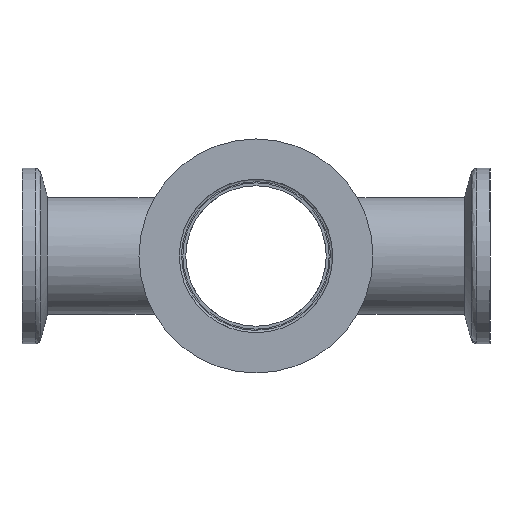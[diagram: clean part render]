
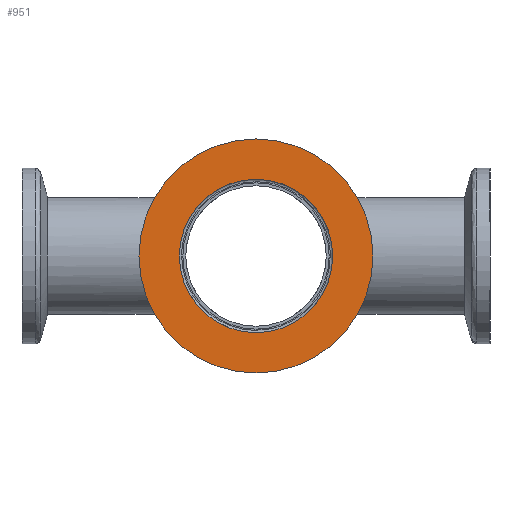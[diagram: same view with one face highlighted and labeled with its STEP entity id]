
A CAD part, left-side view. The second image highlights one B-rep face of the part: STEP entity #951.
In plain terms, the highlighted face is planar.
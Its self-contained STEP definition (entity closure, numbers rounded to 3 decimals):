
#263 = DIRECTION ( 'NONE',  ( 0., -1., 0. ) ) ;
#312 = FACE_BOUND ( 'NONE', #870, .T. ) ;
#419 = EDGE_LOOP ( 'NONE', ( #756 ) ) ;
#687 = DIRECTION ( 'NONE',  ( -1., 0., 0. ) ) ;
#697 = AXIS2_PLACEMENT_3D ( 'NONE', #1149, #3359, #2108 ) ;
#756 = ORIENTED_EDGE ( 'NONE', *, *, #2007, .T. ) ;
#870 = EDGE_LOOP ( 'NONE', ( #3984 ) ) ;
#940 = DIRECTION ( 'NONE',  ( 1., 0., 0. ) ) ;
#951 = ADVANCED_FACE ( 'NONE', ( #312, #3000 ), #1813, .T. ) ;
#1149 = CARTESIAN_POINT ( 'NONE',  ( 0., 4.57, 0. ) ) ;
#1303 = CARTESIAN_POINT ( 'NONE',  ( 20., 4.57, 0. ) ) ;
#1641 = DIRECTION ( 'NONE',  ( 0., 1., 0. ) ) ;
#1813 = PLANE ( 'NONE',  #3632 ) ;
#1904 = AXIS2_PLACEMENT_3D ( 'NONE', #3428, #263, #940 ) ;
#2007 = EDGE_CURVE ( 'NONE', #3926, #3926, #4036, .T. ) ;
#2108 = DIRECTION ( 'NONE',  ( 1., 0., 0. ) ) ;
#2211 = VERTEX_POINT ( 'NONE', #2514 ) ;
#2514 = CARTESIAN_POINT ( 'NONE',  ( 13.1, 4.57, 0. ) ) ;
#3000 = FACE_OUTER_BOUND ( 'NONE', #419, .T. ) ;
#3146 = EDGE_CURVE ( 'NONE', #2211, #2211, #3549, .T. ) ;
#3359 = DIRECTION ( 'NONE',  ( 0., 1., 0. ) ) ;
#3428 = CARTESIAN_POINT ( 'NONE',  ( 0., 4.57, 0. ) ) ;
#3549 = CIRCLE ( 'NONE', #1904, 13.1 ) ;
#3632 = AXIS2_PLACEMENT_3D ( 'NONE', #3818, #1641, #687 ) ;
#3818 = CARTESIAN_POINT ( 'NONE',  ( 20., 4.57, 0. ) ) ;
#3926 = VERTEX_POINT ( 'NONE', #1303 ) ;
#3984 = ORIENTED_EDGE ( 'NONE', *, *, #3146, .T. ) ;
#4036 = CIRCLE ( 'NONE', #697, 20. ) ;
